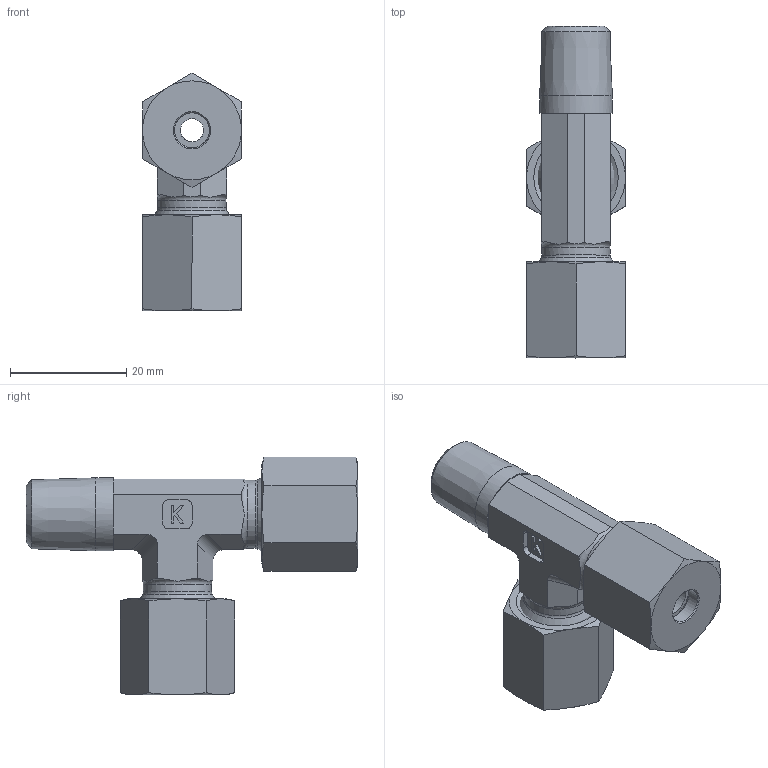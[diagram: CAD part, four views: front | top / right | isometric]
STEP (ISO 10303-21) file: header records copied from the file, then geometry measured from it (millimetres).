
FILE_DESCRIPTION((''),'2;1');
FILE_NAME('2505061214.stp','2014-08-25T11:02:35',(''),('KNOMI spol. s r. o.'),'Autodesk Inventor 2012','Autodesk Inventor 2012','');
FILE_SCHEMA(('AUTOMOTIVE_DESIGN { 1 2 10303 214 0 1 1 1 }'));
Length unit declared in the file: millimetre
Products named in the file (4): TBCM3K  6SMkuž; 40106; 3980614; 2504061214
Assembly tree (5 placements, depth 2):
  TBCM3K  6SMkuž
    40106  x2
    3980614  x2
    2504061214
Bounding box: 17 x 57 x 40.81 mm (x, y, z)
Volume: 12802.9 mm3; surface area: 8659 mm2
Topology: 5 solids, 5 shells, 158 faces, 381 edges, 236 vertices
Faces by surface type: plane 76, cone 47, cylinder 29, torus 6
Full cylindrical faces by diameter (mm): 4 x2, 6 x6, 8 x2, 10 x2, 11.7 x2, 12.376 x2, 12.532 x1, 14 x2
Entity records: 3662 total; most frequent: CARTESIAN_POINT 728, DIRECTION 576, ORIENTED_EDGE 514, EDGE_CURVE 257, AXIS2_PLACEMENT_3D 227, VERTEX_POINT 179, EDGE_LOOP 170, STYLED_ITEM 126
